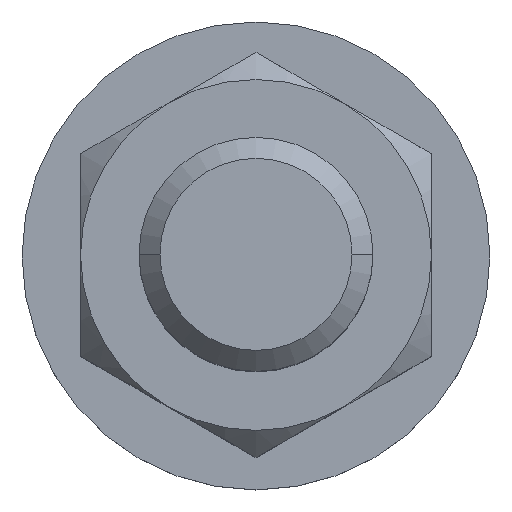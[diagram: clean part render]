
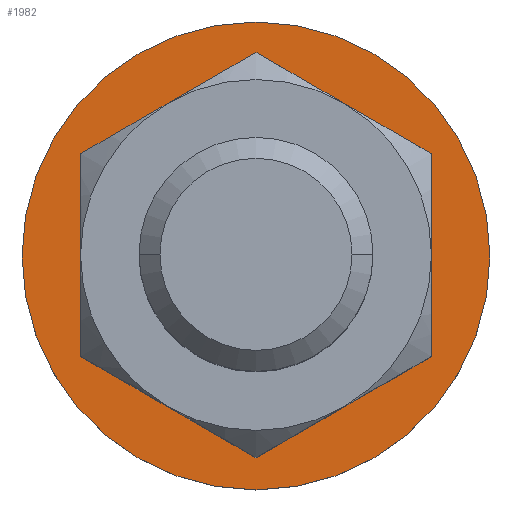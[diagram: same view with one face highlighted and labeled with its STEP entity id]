
A CAD part, top view. The second image highlights one B-rep face of the part: STEP entity #1982.
In plain terms, the highlighted face is planar.
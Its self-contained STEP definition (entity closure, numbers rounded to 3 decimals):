
#1877=CARTESIAN_POINT('',(0.,1.25,0.));
#1878=DIRECTION('',(0.,1.,0.));
#1879=DIRECTION('',(1.,0.,0.));
#1880=AXIS2_PLACEMENT_3D('',#1877,#1878,#1879);
#1882=CARTESIAN_POINT('',(0.,1.25,0.));
#1883=DIRECTION('',(0.,1.,0.));
#1884=DIRECTION('',(-1.,0.,0.));
#1885=AXIS2_PLACEMENT_3D('',#1882,#1883,#1884);
#1887=CARTESIAN_POINT('',(0.,1.25,0.));
#1888=DIRECTION('',(0.,-1.,0.));
#1889=DIRECTION('',(1.,0.,0.));
#1890=AXIS2_PLACEMENT_3D('',#1887,#1888,#1889);
#1892=CARTESIAN_POINT('',(0.,1.25,0.));
#1893=DIRECTION('',(0.,-1.,0.));
#1894=DIRECTION('',(-1.,0.,0.));
#1895=AXIS2_PLACEMENT_3D('',#1892,#1893,#1894);
#1913=CARTESIAN_POINT('',(12.,1.25,0.));
#1914=CARTESIAN_POINT('',(-12.,1.25,0.));
#1915=VERTEX_POINT('',#1913);
#1916=VERTEX_POINT('',#1914);
#1917=CARTESIAN_POINT('',(6.5,1.25,0.));
#1918=CARTESIAN_POINT('',(-6.5,1.25,0.));
#1919=VERTEX_POINT('',#1917);
#1920=VERTEX_POINT('',#1918);
#1967=CARTESIAN_POINT('',(0.,1.25,0.));
#1968=DIRECTION('',(0.,1.,0.));
#1969=DIRECTION('',(1.,0.,0.));
#1970=AXIS2_PLACEMENT_3D('',#1967,#1968,#1969);
#1971=PLANE('',#1970);
#1972=ORIENTED_EDGE('',*,*,#1947,.F.);
#1973=ORIENTED_EDGE('',*,*,#1961,.F.);
#1974=EDGE_LOOP('',(#1972,#1973));
#1975=FACE_OUTER_BOUND('',#1974,.F.);
#1977=ORIENTED_EDGE('',*,*,#1976,.F.);
#1979=ORIENTED_EDGE('',*,*,#1978,.F.);
#1980=EDGE_LOOP('',(#1977,#1979));
#1981=FACE_BOUND('',#1980,.F.);
#1982=ADVANCED_FACE('',(#1975,#1981),#1971,.T.);
#1881=CIRCLE('',#1880,12.);
#1886=CIRCLE('',#1885,12.);
#1891=CIRCLE('',#1890,6.5);
#1896=CIRCLE('',#1895,6.5);
#1947=EDGE_CURVE('',#1915,#1916,#1881,.T.);
#1961=EDGE_CURVE('',#1916,#1915,#1886,.T.);
#1976=EDGE_CURVE('',#1919,#1920,#1891,.T.);
#1978=EDGE_CURVE('',#1920,#1919,#1896,.T.);
